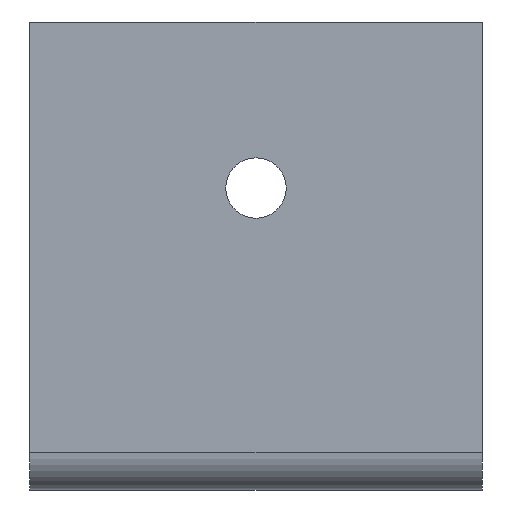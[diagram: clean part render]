
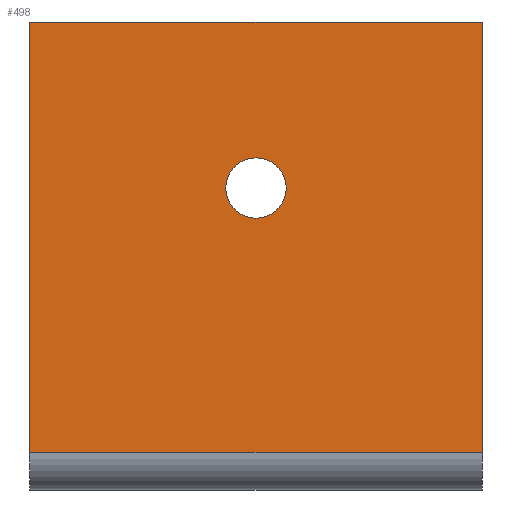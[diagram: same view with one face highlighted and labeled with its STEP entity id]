
A CAD part, front view. The second image highlights one B-rep face of the part: STEP entity #498.
In plain terms, the highlighted planar face has unit normal (0, -1, 0).
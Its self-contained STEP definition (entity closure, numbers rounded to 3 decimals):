
#131=CARTESIAN_POINT('Vertex',(30.,0.,2.5)) ;
#134=CARTESIAN_POINT('Line Origine',(15.,0.,2.5)) ;
#138=CARTESIAN_POINT('Vertex',(0.,0.,2.5)) ;
#357=CARTESIAN_POINT('Vertex',(0.,0.,31.)) ;
#360=CARTESIAN_POINT('Line Origine',(15.,0.,31.)) ;
#364=CARTESIAN_POINT('Vertex',(30.,0.,31.)) ;
#384=CARTESIAN_POINT('Line Origine',(0.,0.,16.75)) ;
#419=CARTESIAN_POINT('Line Origine',(30.,0.,16.75)) ;
#469=CARTESIAN_POINT('Axis2P3D Location',(0.,0.,31.)) ;
#480=CARTESIAN_POINT('Axis2P3D Location',(15.,0.,20.)) ;
#484=CARTESIAN_POINT('Vertex',(17.,0.,20.)) ;
#486=CARTESIAN_POINT('Vertex',(13.,0.,20.)) ;
#489=CARTESIAN_POINT('Axis2P3D Location',(15.,0.,20.)) ;
#135=DIRECTION('Vector Direction',(1.,0.,0.)) ;
#361=DIRECTION('Vector Direction',(1.,0.,0.)) ;
#385=DIRECTION('Vector Direction',(0.,0.,-1.)) ;
#420=DIRECTION('Vector Direction',(0.,0.,-1.)) ;
#470=DIRECTION('Axis2P3D Direction',(0.,-1.,0.)) ;
#471=DIRECTION('Axis2P3D XDirection',(0.,0.,-1.)) ;
#481=DIRECTION('Axis2P3D Direction',(0.,-1.,0.)) ;
#490=DIRECTION('Axis2P3D Direction',(0.,-1.,0.)) ;
#472=AXIS2_PLACEMENT_3D('Plane Axis2P3D',#469,#470,#471) ;
#482=AXIS2_PLACEMENT_3D('Circle Axis2P3D',#480,#481,$) ;
#491=AXIS2_PLACEMENT_3D('Circle Axis2P3D',#489,#490,$) ;
#475=ORIENTED_EDGE('',*,*,#423,.F.) ;
#476=ORIENTED_EDGE('',*,*,#366,.F.) ;
#477=ORIENTED_EDGE('',*,*,#388,.T.) ;
#478=ORIENTED_EDGE('',*,*,#140,.T.) ;
#495=ORIENTED_EDGE('',*,*,#488,.F.) ;
#496=ORIENTED_EDGE('',*,*,#493,.F.) ;
#497=FACE_BOUND('',#494,.T.) ;
#136=VECTOR('Line Direction',#135,1.) ;
#362=VECTOR('Line Direction',#361,1.) ;
#386=VECTOR('Line Direction',#385,1.) ;
#421=VECTOR('Line Direction',#420,1.) ;
#498=ADVANCED_FACE('Corps principal',(#479,#497),#473,.T.) ;
#483=CIRCLE('generated circle',#482,2.) ;
#492=CIRCLE('generated circle',#491,2.) ;
#140=EDGE_CURVE('',#139,#132,#137,.T.) ;
#366=EDGE_CURVE('',#358,#365,#363,.T.) ;
#388=EDGE_CURVE('',#358,#139,#387,.T.) ;
#423=EDGE_CURVE('',#365,#132,#422,.T.) ;
#488=EDGE_CURVE('',#485,#487,#483,.T.) ;
#493=EDGE_CURVE('',#487,#485,#492,.T.) ;
#474=EDGE_LOOP('',(#475,#476,#477,#478)) ;
#494=EDGE_LOOP('',(#495,#496)) ;
#479=FACE_OUTER_BOUND('',#474,.T.) ;
#137=LINE('Line',#134,#136) ;
#363=LINE('Line',#360,#362) ;
#387=LINE('Line',#384,#386) ;
#422=LINE('Line',#419,#421) ;
#473=PLANE('',#472) ;
#132=VERTEX_POINT('',#131) ;
#139=VERTEX_POINT('',#138) ;
#358=VERTEX_POINT('',#357) ;
#365=VERTEX_POINT('',#364) ;
#485=VERTEX_POINT('',#484) ;
#487=VERTEX_POINT('',#486) ;
